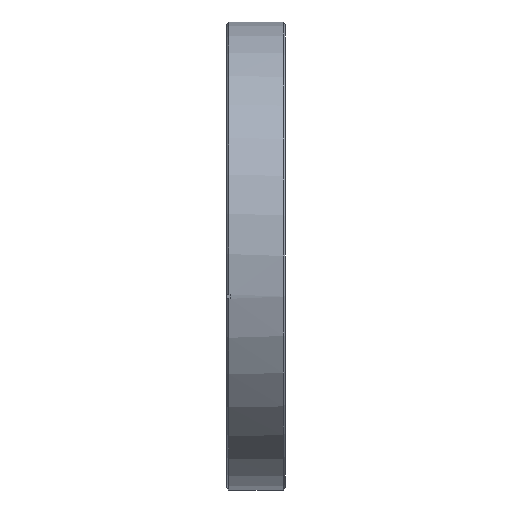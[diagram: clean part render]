
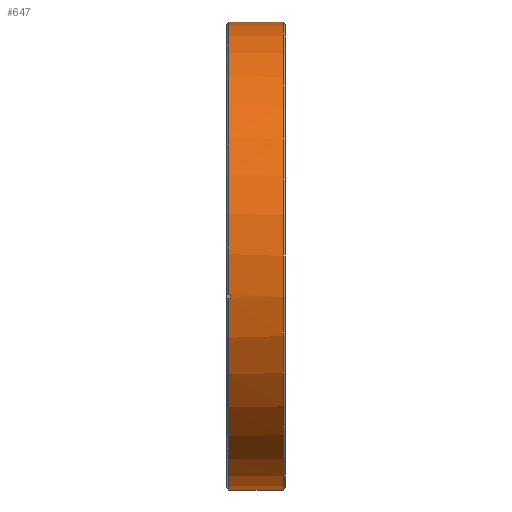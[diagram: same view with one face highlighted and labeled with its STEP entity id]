
A CAD part, front view. The second image highlights one B-rep face of the part: STEP entity #647.
In plain terms, the highlighted cylindrical face has radius 85.725 mm (diameter 171.45 mm), a partial arc.
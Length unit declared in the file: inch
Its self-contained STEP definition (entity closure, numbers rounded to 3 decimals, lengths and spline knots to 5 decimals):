
#36 = EDGE_CURVE ( 'NONE', #849, #1101, #2116, .T. ) ;
#120 = DIRECTION ( 'NONE',  ( -1., 0., 0. ) ) ;
#128 = DIRECTION ( 'NONE',  ( 1., 0., 0. ) ) ;
#149 = CARTESIAN_POINT ( 'NONE',  ( 0., 0., 0. ) ) ;
#162 = EDGE_CURVE ( 'NONE', #2313, #321, #1135, .T. ) ;
#174 = CARTESIAN_POINT ( 'NONE',  ( 0.052, -3.3182, -0.61657 ) ) ;
#189 = ORIENTED_EDGE ( 'NONE', *, *, #36, .F. ) ;
#272 = AXIS2_PLACEMENT_3D ( 'NONE', #279, #1808, #1056 ) ;
#279 = CARTESIAN_POINT ( 'NONE',  ( 0.03, 0., 0. ) ) ;
#321 = VERTEX_POINT ( 'NONE', #722 ) ;
#326 = EDGE_CURVE ( 'NONE', #856, #2313, #533, .T. ) ;
#378 = CARTESIAN_POINT ( 'NONE',  ( 0.052, -3.32897, -0.55551 ) ) ;
#386 = DIRECTION ( 'NONE',  ( -1., 0., 0. ) ) ;
#455 = CIRCLE ( 'NONE', #1805, 3.375 ) ;
#456 = VERTEX_POINT ( 'NONE', #2321 ) ;
#496 = AXIS2_PLACEMENT_3D ( 'NONE', #1144, #386, #2104 ) ;
#500 = CARTESIAN_POINT ( 'NONE',  ( 0.03, -3.3182, -0.61657 ) ) ;
#533 = LINE ( 'NONE', #1300, #559 ) ;
#559 = VECTOR ( 'NONE', #2087, 39.37008 ) ;
#602 = CARTESIAN_POINT ( 'NONE',  ( 0., 0., 3.375 ) ) ;
#631 = EDGE_CURVE ( 'NONE', #856, #849, #455, .T. ) ;
#647 = ADVANCED_FACE ( 'NONE', ( #1030 ), #1626, .T. ) ;
#658 = CIRCLE ( 'NONE', #496, 3.375 ) ;
#722 = CARTESIAN_POINT ( 'NONE',  ( 0.03, 0., -3.375 ) ) ;
#789 = ORIENTED_EDGE ( 'NONE', *, *, #2212, .T. ) ;
#844 = VECTOR ( 'NONE', #2167, 39.37008 ) ;
#849 = VERTEX_POINT ( 'NONE', #378 ) ;
#856 = VERTEX_POINT ( 'NONE', #174 ) ;
#960 = DIRECTION ( 'NONE',  ( -1., 0., 0. ) ) ;
#963 = DIRECTION ( 'NONE',  ( 0., 0., 1. ) ) ;
#1000 = ORIENTED_EDGE ( 'NONE', *, *, #1426, .T. ) ;
#1030 = FACE_OUTER_BOUND ( 'NONE', #1211, .T. ) ;
#1056 = DIRECTION ( 'NONE',  ( 0., 0., -1. ) ) ;
#1101 = VERTEX_POINT ( 'NONE', #2225 ) ;
#1109 = ORIENTED_EDGE ( 'NONE', *, *, #326, .T. ) ;
#1135 = CIRCLE ( 'NONE', #272, 3.375 ) ;
#1144 = CARTESIAN_POINT ( 'NONE',  ( 0.81, 0., 0. ) ) ;
#1211 = EDGE_LOOP ( 'NONE', ( #2219, #789, #1000, #1493, #189, #1390, #1109, #1438 ) ) ;
#1272 = CARTESIAN_POINT ( 'NONE',  ( 0., 0., -3.375 ) ) ;
#1300 = CARTESIAN_POINT ( 'NONE',  ( 0.052, -3.3182, -0.61657 ) ) ;
#1390 = ORIENTED_EDGE ( 'NONE', *, *, #631, .F. ) ;
#1426 = EDGE_CURVE ( 'NONE', #1461, #2364, #1750, .T. ) ;
#1438 = ORIENTED_EDGE ( 'NONE', *, *, #162, .T. ) ;
#1461 = VERTEX_POINT ( 'NONE', #1952 ) ;
#1480 = DIRECTION ( 'NONE',  ( -1., 0., 0. ) ) ;
#1481 = VECTOR ( 'NONE', #960, 39.37008 ) ;
#1493 = ORIENTED_EDGE ( 'NONE', *, *, #2110, .T. ) ;
#1506 = DIRECTION ( 'NONE',  ( 0., 0., -1. ) ) ;
#1569 = AXIS2_PLACEMENT_3D ( 'NONE', #149, #120, #963 ) ;
#1626 = CYLINDRICAL_SURFACE ( 'NONE', #1569, 3.375 ) ;
#1638 = AXIS2_PLACEMENT_3D ( 'NONE', #1679, #128, #1506 ) ;
#1652 = DIRECTION ( 'NONE',  ( -1., 0., 0. ) ) ;
#1675 = LINE ( 'NONE', #1272, #2322 ) ;
#1679 = CARTESIAN_POINT ( 'NONE',  ( 0.03, 0., 0. ) ) ;
#1750 = LINE ( 'NONE', #602, #844 ) ;
#1805 = AXIS2_PLACEMENT_3D ( 'NONE', #2425, #1480, #2412 ) ;
#1808 = DIRECTION ( 'NONE',  ( 1., 0., 0. ) ) ;
#1930 = CARTESIAN_POINT ( 'NONE',  ( 0.052, -3.32897, -0.55551 ) ) ;
#1952 = CARTESIAN_POINT ( 'NONE',  ( 0.81, 0., 3.375 ) ) ;
#2087 = DIRECTION ( 'NONE',  ( -1., 0., 0. ) ) ;
#2104 = DIRECTION ( 'NONE',  ( 0., 0., 1. ) ) ;
#2110 = EDGE_CURVE ( 'NONE', #2364, #1101, #2193, .T. ) ;
#2116 = LINE ( 'NONE', #1930, #1481 ) ;
#2167 = DIRECTION ( 'NONE',  ( -1., 0., 0. ) ) ;
#2193 = CIRCLE ( 'NONE', #1638, 3.375 ) ;
#2212 = EDGE_CURVE ( 'NONE', #456, #1461, #658, .T. ) ;
#2219 = ORIENTED_EDGE ( 'NONE', *, *, #2491, .F. ) ;
#2225 = CARTESIAN_POINT ( 'NONE',  ( 0.03, -3.32897, -0.55551 ) ) ;
#2236 = CARTESIAN_POINT ( 'NONE',  ( 0.03, 0., 3.375 ) ) ;
#2313 = VERTEX_POINT ( 'NONE', #500 ) ;
#2321 = CARTESIAN_POINT ( 'NONE',  ( 0.81, 0., -3.375 ) ) ;
#2322 = VECTOR ( 'NONE', #1652, 39.37008 ) ;
#2364 = VERTEX_POINT ( 'NONE', #2236 ) ;
#2412 = DIRECTION ( 'NONE',  ( 0., 0., 1. ) ) ;
#2425 = CARTESIAN_POINT ( 'NONE',  ( 0.052, 0., 0. ) ) ;
#2491 = EDGE_CURVE ( 'NONE', #456, #321, #1675, .T. ) ;
